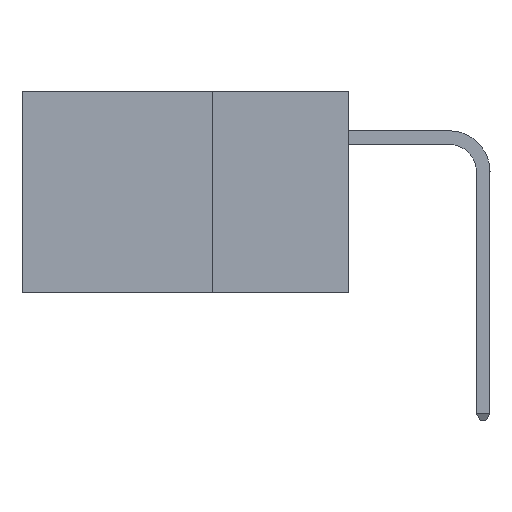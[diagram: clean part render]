
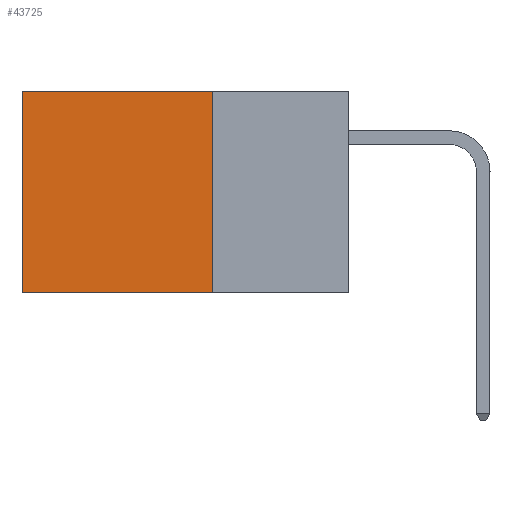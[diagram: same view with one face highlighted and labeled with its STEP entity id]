
A CAD part, left-side view. The second image highlights one B-rep face of the part: STEP entity #43725.
In plain terms, the highlighted planar face has unit normal (-1, 0, 0).
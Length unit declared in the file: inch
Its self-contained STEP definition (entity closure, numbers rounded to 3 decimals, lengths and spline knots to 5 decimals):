
#495 = DIRECTION ( 'NONE',  ( 0., 0., -1. ) ) ;
#1453 = VERTEX_POINT ( 'NONE', #38343 ) ;
#4875 = VECTOR ( 'NONE', #28572, 39.37008 ) ;
#6510 = VECTOR ( 'NONE', #38989, 39.37008 ) ;
#7295 = CARTESIAN_POINT ( 'NONE',  ( 0.2875, 0.25, 0. ) ) ;
#9605 = VERTEX_POINT ( 'NONE', #19066 ) ;
#12205 = LINE ( 'NONE', #32209, #15582 ) ;
#13169 = CARTESIAN_POINT ( 'NONE',  ( 0.2875, 0.25, -0.37 ) ) ;
#14105 = ORIENTED_EDGE ( 'NONE', *, *, #16451, .F. ) ;
#15582 = VECTOR ( 'NONE', #17444, 39.37008 ) ;
#16451 = EDGE_CURVE ( 'NONE', #38701, #18594, #32162, .T. ) ;
#17444 = DIRECTION ( 'NONE',  ( 0., 1., 0. ) ) ;
#18594 = VERTEX_POINT ( 'NONE', #29938 ) ;
#19066 = CARTESIAN_POINT ( 'NONE',  ( 0.2875, 0.25, 0. ) ) ;
#24918 = CARTESIAN_POINT ( 'NONE',  ( 0.2875, 0.25, -0.37 ) ) ;
#25556 = PLANE ( 'NONE',  #35467 ) ;
#25602 = VECTOR ( 'NONE', #495, 39.37008 ) ;
#25883 = EDGE_CURVE ( 'NONE', #1453, #18594, #30316, .T. ) ;
#25930 = ORIENTED_EDGE ( 'NONE', *, *, #38884, .T. ) ;
#26831 = ORIENTED_EDGE ( 'NONE', *, *, #35609, .F. ) ;
#28572 = DIRECTION ( 'NONE',  ( 0., 1., 0. ) ) ;
#29217 = DIRECTION ( 'NONE',  ( 0., 0., -1. ) ) ;
#29938 = CARTESIAN_POINT ( 'NONE',  ( 0.2875, 0.6, -0.37 ) ) ;
#30316 = LINE ( 'NONE', #32415, #6510 ) ;
#32162 = LINE ( 'NONE', #24918, #4875 ) ;
#32209 = CARTESIAN_POINT ( 'NONE',  ( 0.2875, 0.25, 0. ) ) ;
#32415 = CARTESIAN_POINT ( 'NONE',  ( 0.2875, 0.6, 0. ) ) ;
#32568 = DIRECTION ( 'NONE',  ( 1., 0., 0. ) ) ;
#35297 = LINE ( 'NONE', #7295, #25602 ) ;
#35467 = AXIS2_PLACEMENT_3D ( 'NONE', #36697, #32568, #29217 ) ;
#35609 = EDGE_CURVE ( 'NONE', #9605, #38701, #35297, .T. ) ;
#36697 = CARTESIAN_POINT ( 'NONE',  ( 0.2875, 0.25, 0. ) ) ;
#38343 = CARTESIAN_POINT ( 'NONE',  ( 0.2875, 0.6, 0. ) ) ;
#38701 = VERTEX_POINT ( 'NONE', #13169 ) ;
#38884 = EDGE_CURVE ( 'NONE', #9605, #1453, #12205, .T. ) ;
#38989 = DIRECTION ( 'NONE',  ( 0., 0., -1. ) ) ;
#41032 = ORIENTED_EDGE ( 'NONE', *, *, #25883, .T. ) ;
#43432 = FACE_OUTER_BOUND ( 'NONE', #44529, .T. ) ;
#43725 = ADVANCED_FACE ( 'NONE', ( #43432 ), #25556, .F. ) ;
#44529 = EDGE_LOOP ( 'NONE', ( #41032, #14105, #26831, #25930 ) ) ;
